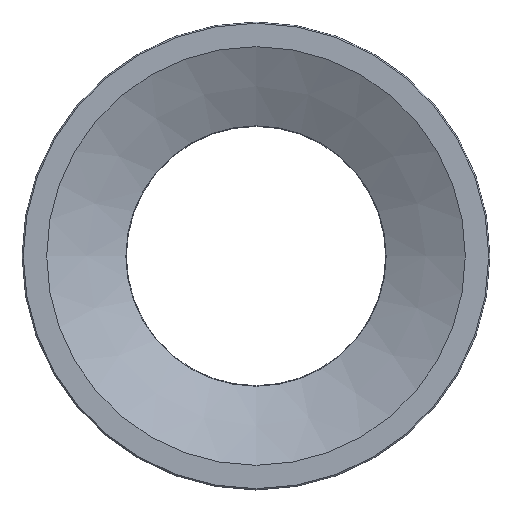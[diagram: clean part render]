
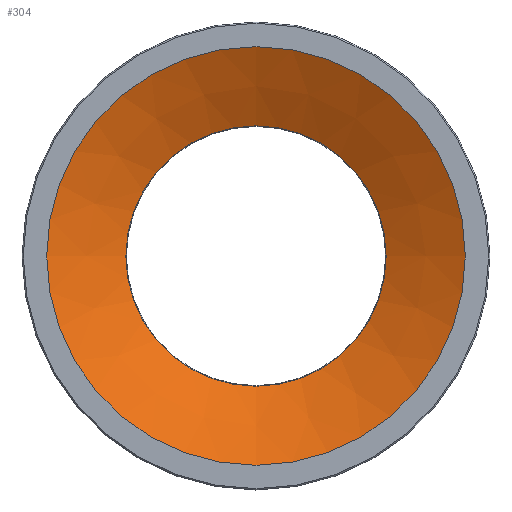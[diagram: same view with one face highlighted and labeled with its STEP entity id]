
A CAD part, top view. The second image highlights one B-rep face of the part: STEP entity #304.
In plain terms, the highlighted conical face has half-angle 63.435 degrees and reference radius 268.502 mm.
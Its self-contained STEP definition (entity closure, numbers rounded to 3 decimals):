
#43=LINE('',#541,#59);
#59=VECTOR('',#446,268.502);
#71=CONICAL_SURFACE('',#356,268.502,1.107);
#86=FACE_OUTER_BOUND('',#110,.T.);
#110=EDGE_LOOP('',(#264,#265,#266,#267));
#137=CIRCLE('',#355,206.003);
#138=CIRCLE('',#357,331.);
#162=VERTEX_POINT('',#536);
#163=VERTEX_POINT('',#540);
#197=EDGE_CURVE('',#162,#162,#137,.T.);
#198=EDGE_CURVE('',#162,#163,#43,.T.);
#199=EDGE_CURVE('',#163,#163,#138,.T.);
#264=ORIENTED_EDGE('',*,*,#197,.T.);
#265=ORIENTED_EDGE('',*,*,#198,.T.);
#266=ORIENTED_EDGE('',*,*,#199,.F.);
#267=ORIENTED_EDGE('',*,*,#198,.F.);
#304=ADVANCED_FACE('',(#86),#71,.F.);
#355=AXIS2_PLACEMENT_3D('',#538,#442,#443);
#356=AXIS2_PLACEMENT_3D('',#539,#444,#445);
#357=AXIS2_PLACEMENT_3D('',#542,#447,#448);
#442=DIRECTION('center_axis',(0.,0.,-1.));
#443=DIRECTION('ref_axis',(1.,0.,0.));
#444=DIRECTION('center_axis',(0.,0.,1.));
#445=DIRECTION('ref_axis',(0.,1.,0.));
#446=DIRECTION('',(0.,-0.894,0.447));
#447=DIRECTION('center_axis',(0.,0.,-1.));
#448=DIRECTION('ref_axis',(1.,0.,0.));
#536=CARTESIAN_POINT('',(0.,-206.003,17.502));
#538=CARTESIAN_POINT('Origin',(0.,0.,17.502));
#539=CARTESIAN_POINT('Origin',(0.,0.,48.751));
#540=CARTESIAN_POINT('',(0.,-331.,80.));
#541=CARTESIAN_POINT('',(0.,-268.502,48.751));
#542=CARTESIAN_POINT('Origin',(0.,0.,80.));
